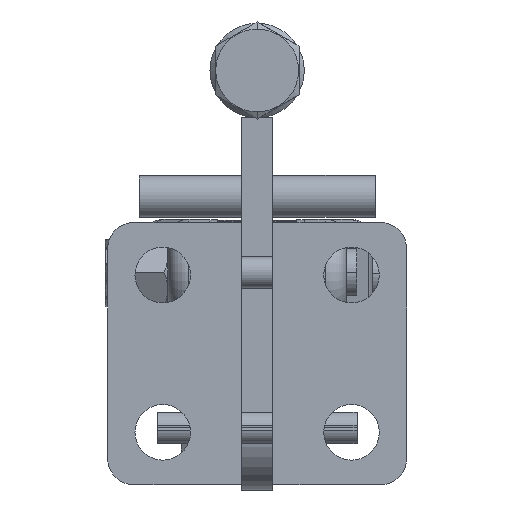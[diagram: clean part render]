
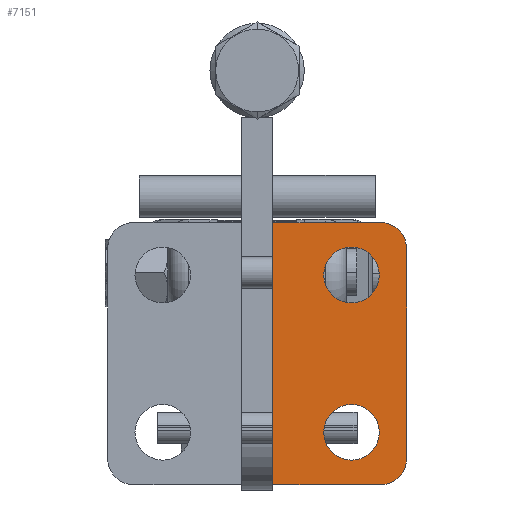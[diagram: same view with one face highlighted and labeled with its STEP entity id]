
A CAD part, front view. The second image highlights one B-rep face of the part: STEP entity #7151.
In plain terms, the highlighted planar face has unit normal (0, -1, 0).
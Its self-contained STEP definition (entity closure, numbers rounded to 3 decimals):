
#32 = LINE ( 'NONE', #2557, #10791 ) ;
#74 = DIRECTION ( 'NONE',  ( 0., 0., 1. ) ) ;
#119 = DIRECTION ( 'NONE',  ( 0., 1., 0. ) ) ;
#134 = EDGE_CURVE ( 'NONE', #9704, #5833, #288, .T. ) ;
#288 = CIRCLE ( 'NONE', #9351, 5.3 ) ;
#314 = EDGE_CURVE ( 'NONE', #1988, #6997, #7509, .T. ) ;
#963 = DIRECTION ( 'NONE',  ( 0., 0., 1. ) ) ;
#1086 = LINE ( 'NONE', #13384, #15997 ) ;
#1089 = ORIENTED_EDGE ( 'NONE', *, *, #314, .F. ) ;
#1448 = DIRECTION ( 'NONE',  ( 0., -1., 0. ) ) ;
#1742 = DIRECTION ( 'NONE',  ( 0., 0., -1. ) ) ;
#1773 = CARTESIAN_POINT ( 'NONE',  ( 28.5, 0., -5. ) ) ;
#1988 = VERTEX_POINT ( 'NONE', #17087 ) ;
#2013 = ORIENTED_EDGE ( 'NONE', *, *, #6654, .T. ) ;
#2140 = ORIENTED_EDGE ( 'NONE', *, *, #2836, .T. ) ;
#2218 = VERTEX_POINT ( 'NONE', #7003 ) ;
#2557 = CARTESIAN_POINT ( 'NONE',  ( 28.5, 0., -50. ) ) ;
#2759 = EDGE_CURVE ( 'NONE', #3519, #3504, #1086, .T. ) ;
#2774 = CARTESIAN_POINT ( 'NONE',  ( 3., 0., -50. ) ) ;
#2836 = EDGE_CURVE ( 'NONE', #12981, #2218, #11799, .T. ) ;
#2951 = LINE ( 'NONE', #10118, #6697 ) ;
#3080 = CARTESIAN_POINT ( 'NONE',  ( 3., 0., -50. ) ) ;
#3148 = EDGE_CURVE ( 'NONE', #3849, #1988, #13768, .T. ) ;
#3413 = ORIENTED_EDGE ( 'NONE', *, *, #2759, .T. ) ;
#3504 = VERTEX_POINT ( 'NONE', #9913 ) ;
#3519 = VERTEX_POINT ( 'NONE', #14171 ) ;
#3611 = DIRECTION ( 'NONE',  ( -1., 0., 0. ) ) ;
#3849 = VERTEX_POINT ( 'NONE', #13537 ) ;
#3900 = CIRCLE ( 'NONE', #3947, 5. ) ;
#3947 = AXIS2_PLACEMENT_3D ( 'NONE', #9803, #1448, #11232 ) ;
#4184 = DIRECTION ( 'NONE',  ( -1., 0., 0. ) ) ;
#4499 = DIRECTION ( 'NONE',  ( 0., 1., 0. ) ) ;
#4586 = CARTESIAN_POINT ( 'NONE',  ( 18., 0., -4.7 ) ) ;
#4968 = CARTESIAN_POINT ( 'NONE',  ( 18., 0., -34.7 ) ) ;
#5070 = CARTESIAN_POINT ( 'NONE',  ( 3., 0., -50. ) ) ;
#5213 = CARTESIAN_POINT ( 'NONE',  ( 18., 0., -15.3 ) ) ;
#5487 = AXIS2_PLACEMENT_3D ( 'NONE', #16858, #8436, #74 ) ;
#5545 = ORIENTED_EDGE ( 'NONE', *, *, #3148, .F. ) ;
#5668 = EDGE_LOOP ( 'NONE', ( #2140, #10981 ) ) ;
#5833 = VERTEX_POINT ( 'NONE', #5213 ) ;
#6096 = ORIENTED_EDGE ( 'NONE', *, *, #11097, .T. ) ;
#6487 = FACE_BOUND ( 'NONE', #13526, .T. ) ;
#6625 = DIRECTION ( 'NONE',  ( -1., 0., 0. ) ) ;
#6654 = EDGE_CURVE ( 'NONE', #3849, #9547, #3900, .T. ) ;
#6697 = VECTOR ( 'NONE', #1742, 1000. ) ;
#6929 = DIRECTION ( 'NONE',  ( 0., -1., 0. ) ) ;
#6997 = VERTEX_POINT ( 'NONE', #5070 ) ;
#7003 = CARTESIAN_POINT ( 'NONE',  ( 18., 0., -45.3 ) ) ;
#7151 = ADVANCED_FACE ( 'NONE', ( #6487, #17212, #13489 ), #18173, .F. ) ;
#7283 = EDGE_CURVE ( 'NONE', #15751, #6997, #2951, .T. ) ;
#7300 = EDGE_LOOP ( 'NONE', ( #14249, #7819, #3413, #6096, #8409, #1089, #5545, #2013 ) ) ;
#7509 = LINE ( 'NONE', #15929, #14546 ) ;
#7514 = CIRCLE ( 'NONE', #9371, 5. ) ;
#7819 = ORIENTED_EDGE ( 'NONE', *, *, #14860, .T. ) ;
#7847 = CIRCLE ( 'NONE', #5487, 5.3 ) ;
#8109 = VERTEX_POINT ( 'NONE', #1773 ) ;
#8348 = EDGE_CURVE ( 'NONE', #8109, #9547, #32, .T. ) ;
#8409 = ORIENTED_EDGE ( 'NONE', *, *, #7283, .T. ) ;
#8436 = DIRECTION ( 'NONE',  ( 0., 1., 0. ) ) ;
#8474 = CARTESIAN_POINT ( 'NONE',  ( 18., 0., -10. ) ) ;
#8708 = DIRECTION ( 'NONE',  ( -1., 0., 0. ) ) ;
#9334 = DIRECTION ( 'NONE',  ( 0., 1., 0. ) ) ;
#9351 = AXIS2_PLACEMENT_3D ( 'NONE', #8474, #119, #9898 ) ;
#9371 = AXIS2_PLACEMENT_3D ( 'NONE', #15308, #6929, #16736 ) ;
#9547 = VERTEX_POINT ( 'NONE', #16892 ) ;
#9600 = VECTOR ( 'NONE', #6625, 1000. ) ;
#9704 = VERTEX_POINT ( 'NONE', #4586 ) ;
#9803 = CARTESIAN_POINT ( 'NONE',  ( 23.5, 0., -45. ) ) ;
#9898 = DIRECTION ( 'NONE',  ( 0., 0., 1. ) ) ;
#9913 = CARTESIAN_POINT ( 'NONE',  ( 7.6, 0., 0. ) ) ;
#10118 = CARTESIAN_POINT ( 'NONE',  ( 3., 0., 6.505 ) ) ;
#10408 = AXIS2_PLACEMENT_3D ( 'NONE', #17743, #9334, #963 ) ;
#10758 = EDGE_CURVE ( 'NONE', #5833, #9704, #7847, .T. ) ;
#10791 = VECTOR ( 'NONE', #13756, 1000. ) ;
#10981 = ORIENTED_EDGE ( 'NONE', *, *, #16029, .T. ) ;
#11097 = EDGE_CURVE ( 'NONE', #3504, #15751, #13347, .T. ) ;
#11232 = DIRECTION ( 'NONE',  ( -1., 0., 0. ) ) ;
#11731 = CIRCLE ( 'NONE', #16112, 5.3 ) ;
#11799 = CIRCLE ( 'NONE', #10408, 5.3 ) ;
#12570 = DIRECTION ( 'NONE',  ( 0., 1., 0. ) ) ;
#12884 = CARTESIAN_POINT ( 'NONE',  ( 18., 0., -40. ) ) ;
#12981 = VERTEX_POINT ( 'NONE', #4968 ) ;
#13347 = LINE ( 'NONE', #15026, #9600 ) ;
#13384 = CARTESIAN_POINT ( 'NONE',  ( 3., 0., 0. ) ) ;
#13489 = FACE_OUTER_BOUND ( 'NONE', #7300, .T. ) ;
#13526 = EDGE_LOOP ( 'NONE', ( #18035, #14197 ) ) ;
#13537 = CARTESIAN_POINT ( 'NONE',  ( 23.5, 0., -50. ) ) ;
#13571 = AXIS2_PLACEMENT_3D ( 'NONE', #2774, #12570, #4184 ) ;
#13756 = DIRECTION ( 'NONE',  ( 0., 0., -1. ) ) ;
#13768 = LINE ( 'NONE', #3080, #14224 ) ;
#14171 = CARTESIAN_POINT ( 'NONE',  ( 23.5, 0., 0. ) ) ;
#14197 = ORIENTED_EDGE ( 'NONE', *, *, #10758, .T. ) ;
#14224 = VECTOR ( 'NONE', #8708, 1000. ) ;
#14249 = ORIENTED_EDGE ( 'NONE', *, *, #8348, .F. ) ;
#14306 = DIRECTION ( 'NONE',  ( 0., 0., 1. ) ) ;
#14522 = DIRECTION ( 'NONE',  ( -1., 0., 0. ) ) ;
#14546 = VECTOR ( 'NONE', #14522, 1000. ) ;
#14860 = EDGE_CURVE ( 'NONE', #8109, #3519, #7514, .T. ) ;
#14929 = CARTESIAN_POINT ( 'NONE',  ( 3., 0., 0. ) ) ;
#15026 = CARTESIAN_POINT ( 'NONE',  ( 7.6, 0., 0. ) ) ;
#15308 = CARTESIAN_POINT ( 'NONE',  ( 23.5, 0., -5. ) ) ;
#15751 = VERTEX_POINT ( 'NONE', #14929 ) ;
#15929 = CARTESIAN_POINT ( 'NONE',  ( 7.6, 0., -50. ) ) ;
#15997 = VECTOR ( 'NONE', #3611, 1000. ) ;
#16029 = EDGE_CURVE ( 'NONE', #2218, #12981, #11731, .T. ) ;
#16112 = AXIS2_PLACEMENT_3D ( 'NONE', #12884, #4499, #14306 ) ;
#16736 = DIRECTION ( 'NONE',  ( -1., 0., 0. ) ) ;
#16858 = CARTESIAN_POINT ( 'NONE',  ( 18., 0., -10. ) ) ;
#16892 = CARTESIAN_POINT ( 'NONE',  ( 28.5, 0., -45. ) ) ;
#17087 = CARTESIAN_POINT ( 'NONE',  ( 7.6, 0., -50. ) ) ;
#17212 = FACE_BOUND ( 'NONE', #5668, .T. ) ;
#17743 = CARTESIAN_POINT ( 'NONE',  ( 18., 0., -40. ) ) ;
#18035 = ORIENTED_EDGE ( 'NONE', *, *, #134, .T. ) ;
#18173 = PLANE ( 'NONE',  #13571 ) ;
